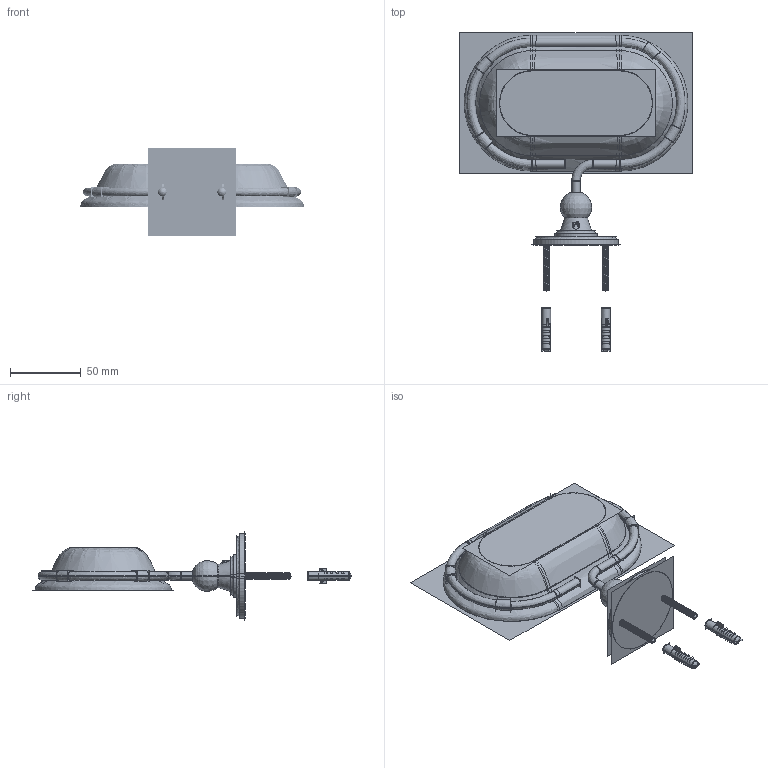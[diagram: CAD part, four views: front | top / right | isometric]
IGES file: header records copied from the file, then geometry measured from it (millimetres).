
Start section:  PTC IGES file: 2004104.igs
Global section: file name: 2004104.igs; native system: Pro/ENGINEER by Parametric Technology Corporation; preprocessor: 2008230; author: Administrator; organization: Unknown; date: 20140606.101158; units: millimetre
Bounding box: 164.32 x 225.31 x 62.4 mm (x, y, z)
Volume: 128347.7 mm3; surface area: 316355.8 mm2
Topology: 13 solids, 14 shells, 1300 faces, 6692 edges, 8502 vertices
Faces by surface type: revolution 784, bspline 500, extrusion 16
